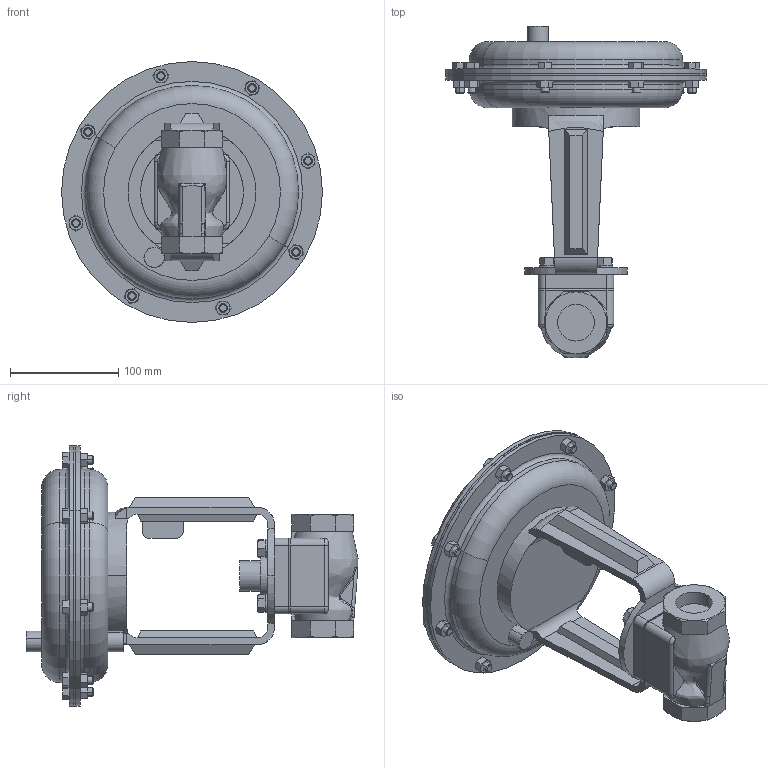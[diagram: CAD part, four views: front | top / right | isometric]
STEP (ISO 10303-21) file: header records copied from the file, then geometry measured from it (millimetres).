
FILE_DESCRIPTION (( 'STEP AP203' ), '1' );
FILE_NAME ('78-100-BR+CS+S6-SW-35M.step', '2017-09-25T13:12:35', ( '' ), ( '' ), 'SwSTEP 2.0', 'SolidWorks 2014', '' );
FILE_SCHEMA (( 'CONFIG_CONTROL_DESIGN' ));
Length unit declared in the file: inch
Products named in the file (1): 78-100-BR+CS+S6-SW-35M
Bounding box: 241.3 x 307.19 x 241.3 mm (x, y, z)
Volume: 3281511.3 mm3; surface area: 493237.8 mm2
Topology: 35 solids, 35 shells, 730 faces, 1687 edges, 1050 vertices
Faces by surface type: plane 317, cone 220, cylinder 116, bspline 57, torus 20
Entity records: 39234 total; most frequent: CARTESIAN_POINT 23783, ORIENTED_EDGE 3374, DIRECTION 2857, EDGE_CURVE 1687, AXIS2_PLACEMENT_3D 1153, VERTEX_POINT 1050, EDGE_LOOP 761, ADVANCED_FACE 730
